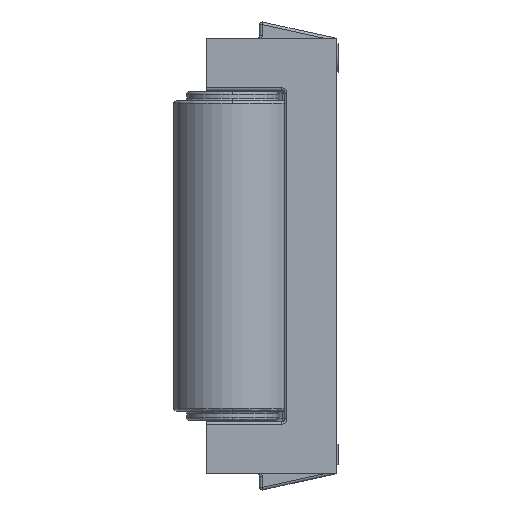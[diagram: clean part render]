
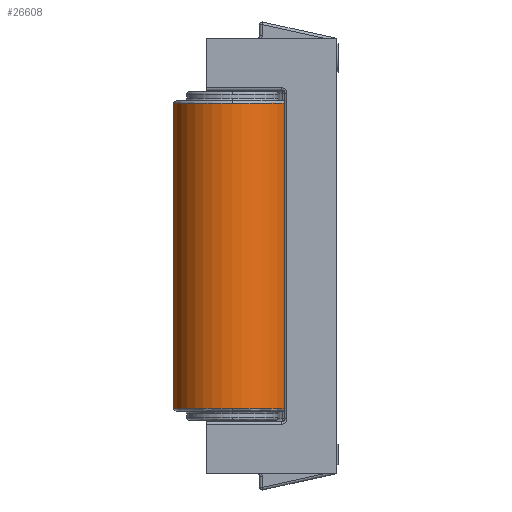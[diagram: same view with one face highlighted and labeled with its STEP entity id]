
A CAD part, left-side view. The second image highlights one B-rep face of the part: STEP entity #26608.
In plain terms, the highlighted cylindrical face has radius 4.5 mm (diameter 9 mm), a partial arc.
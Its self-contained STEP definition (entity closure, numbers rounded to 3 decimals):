
#160 = AXIS2_PLACEMENT_3D ( 'NONE', #5818, #21658, #8072 ) ;
#275 = DIRECTION ( 'NONE',  ( 0., 1., 0. ) ) ;
#467 = CARTESIAN_POINT ( 'NONE',  ( -20., 8., 11.9 ) ) ;
#743 = AXIS2_PLACEMENT_3D ( 'NONE', #21374, #760, #12350 ) ;
#760 = DIRECTION ( 'NONE',  ( 0., 0., 1. ) ) ;
#2170 = CARTESIAN_POINT ( 'NONE',  ( -20., 8., 11.7 ) ) ;
#2329 = VECTOR ( 'NONE', #2777, 1000. ) ;
#2561 = CIRCLE ( 'NONE', #743, 4.5 ) ;
#2651 = CARTESIAN_POINT ( 'NONE',  ( -20., 3.5, 11.7 ) ) ;
#2777 = DIRECTION ( 'NONE',  ( 0., 0., -1. ) ) ;
#3693 = CIRCLE ( 'NONE', #160, 4.5 ) ;
#4607 = ORIENTED_EDGE ( 'NONE', *, *, #7131, .F. ) ;
#4670 = DIRECTION ( 'NONE',  ( 0., 1., 0. ) ) ;
#4707 = ORIENTED_EDGE ( 'NONE', *, *, #15589, .T. ) ;
#5390 = VERTEX_POINT ( 'NONE', #5695 ) ;
#5430 = ORIENTED_EDGE ( 'NONE', *, *, #8721, .T. ) ;
#5511 = CYLINDRICAL_SURFACE ( 'NONE', #13342, 4.5 ) ;
#5695 = CARTESIAN_POINT ( 'NONE',  ( -20., 12.5, -11.7 ) ) ;
#5818 = CARTESIAN_POINT ( 'NONE',  ( -20., 8., 11.7 ) ) ;
#6807 = CARTESIAN_POINT ( 'NONE',  ( -20., 3.5, -11.7 ) ) ;
#7131 = EDGE_CURVE ( 'NONE', #7534, #26477, #8355, .T. ) ;
#7146 = ORIENTED_EDGE ( 'NONE', *, *, #22629, .T. ) ;
#7534 = VERTEX_POINT ( 'NONE', #2651 ) ;
#7802 = CARTESIAN_POINT ( 'NONE',  ( -20., 12.5, 11.9 ) ) ;
#8072 = DIRECTION ( 'NONE',  ( 0., 1., 0. ) ) ;
#8355 = LINE ( 'NONE', #25548, #2329 ) ;
#8721 = EDGE_CURVE ( 'NONE', #8932, #5390, #28448, .T. ) ;
#8932 = VERTEX_POINT ( 'NONE', #9572 ) ;
#9572 = CARTESIAN_POINT ( 'NONE',  ( -20., 12.5, 11.7 ) ) ;
#10733 = ORIENTED_EDGE ( 'NONE', *, *, #24687, .T. ) ;
#11268 = DIRECTION ( 'NONE',  ( 0., 1., 0. ) ) ;
#11773 = EDGE_LOOP ( 'NONE', ( #4607, #22284, #7146, #5430, #4707, #10733 ) ) ;
#12350 = DIRECTION ( 'NONE',  ( 0., 1., 0. ) ) ;
#12725 = AXIS2_PLACEMENT_3D ( 'NONE', #2170, #24829, #11268 ) ;
#13342 = AXIS2_PLACEMENT_3D ( 'NONE', #467, #27350, #275 ) ;
#13465 = AXIS2_PLACEMENT_3D ( 'NONE', #22887, #13560, #4670 ) ;
#13560 = DIRECTION ( 'NONE',  ( 0., 0., 1. ) ) ;
#15589 = EDGE_CURVE ( 'NONE', #5390, #25438, #2561, .T. ) ;
#16170 = EDGE_CURVE ( 'NONE', #7534, #17446, #23100, .T. ) ;
#17446 = VERTEX_POINT ( 'NONE', #18200 ) ;
#18200 = CARTESIAN_POINT ( 'NONE',  ( -24.5, 8., 11.7 ) ) ;
#19423 = DIRECTION ( 'NONE',  ( 0., 0., -1. ) ) ;
#21374 = CARTESIAN_POINT ( 'NONE',  ( -20., 8., -11.7 ) ) ;
#21658 = DIRECTION ( 'NONE',  ( 0., 0., -1. ) ) ;
#22121 = CARTESIAN_POINT ( 'NONE',  ( -24.5, 8., -11.7 ) ) ;
#22284 = ORIENTED_EDGE ( 'NONE', *, *, #16170, .T. ) ;
#22464 = VECTOR ( 'NONE', #19423, 1000. ) ;
#22629 = EDGE_CURVE ( 'NONE', #17446, #8932, #3693, .T. ) ;
#22887 = CARTESIAN_POINT ( 'NONE',  ( -20., 8., -11.7 ) ) ;
#23100 = CIRCLE ( 'NONE', #12725, 4.5 ) ;
#24687 = EDGE_CURVE ( 'NONE', #25438, #26477, #25098, .T. ) ;
#24829 = DIRECTION ( 'NONE',  ( 0., 0., -1. ) ) ;
#25098 = CIRCLE ( 'NONE', #13465, 4.5 ) ;
#25438 = VERTEX_POINT ( 'NONE', #22121 ) ;
#25548 = CARTESIAN_POINT ( 'NONE',  ( -20., 3.5, 11.9 ) ) ;
#25701 = FACE_OUTER_BOUND ( 'NONE', #11773, .T. ) ;
#26477 = VERTEX_POINT ( 'NONE', #6807 ) ;
#26608 = ADVANCED_FACE ( 'NONE', ( #25701 ), #5511, .T. ) ;
#27350 = DIRECTION ( 'NONE',  ( 0., 0., -1. ) ) ;
#28448 = LINE ( 'NONE', #7802, #22464 ) ;
